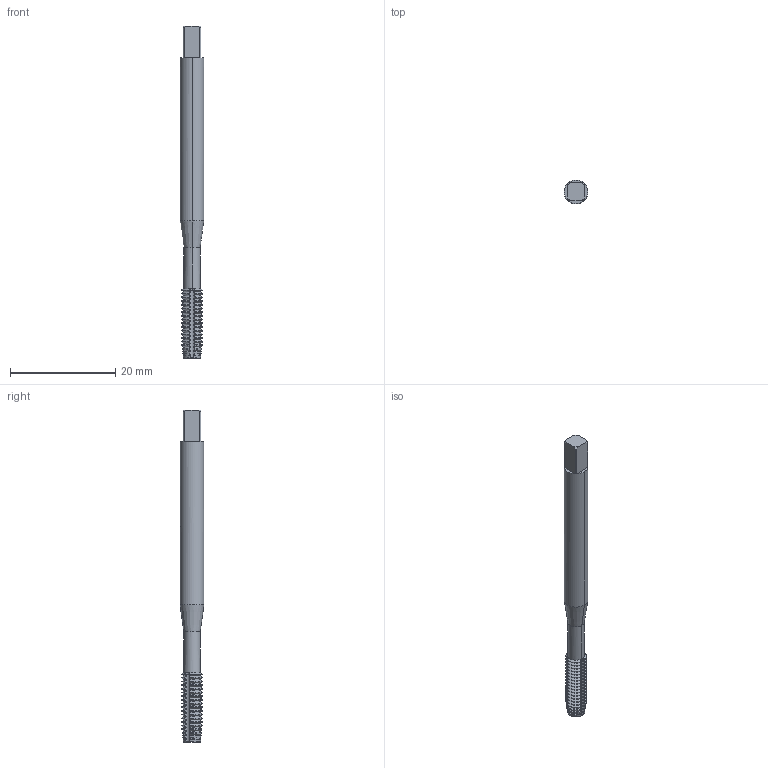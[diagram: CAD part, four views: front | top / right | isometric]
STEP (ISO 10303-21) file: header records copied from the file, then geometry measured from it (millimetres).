
FILE_DESCRIPTION(('no description'),'unknown implementation level');
FILE_NAME('solidcmr9IKloLBMlwZv0sDr_QxJqy48_1.STP',' ',('CIM GmbH Aachen'),('CADClick - KiM GmbH - www.kimweb.de'),'unknown preprocess','ACIS','unknown authorization');
FILE_SCHEMA(('automotive_design'));
Length unit declared in the file: millimetre
Products named in the file (2): 1; 2
Bounding box: 4.5 x 4.5 x 63 mm (x, y, z)
Volume: 801.8 mm3; surface area: 1147.5 mm2
Topology: 2 solids, 2 shells, 420 faces, 1164 edges, 748 vertices
Faces by surface type: cone 220, cylinder 177, plane 17, torus 6
Entity records: 28059 total; most frequent: CARTESIAN_POINT 4509, STYLED_ITEM 2334, PRESENTATION_STYLE_ASSIGNMENT 2334, COLOUR_RGB 2334, ORIENTED_EDGE 2328, DIRECTION 2203, EDGE_CURVE 1164, CURVE_STYLE 1164
